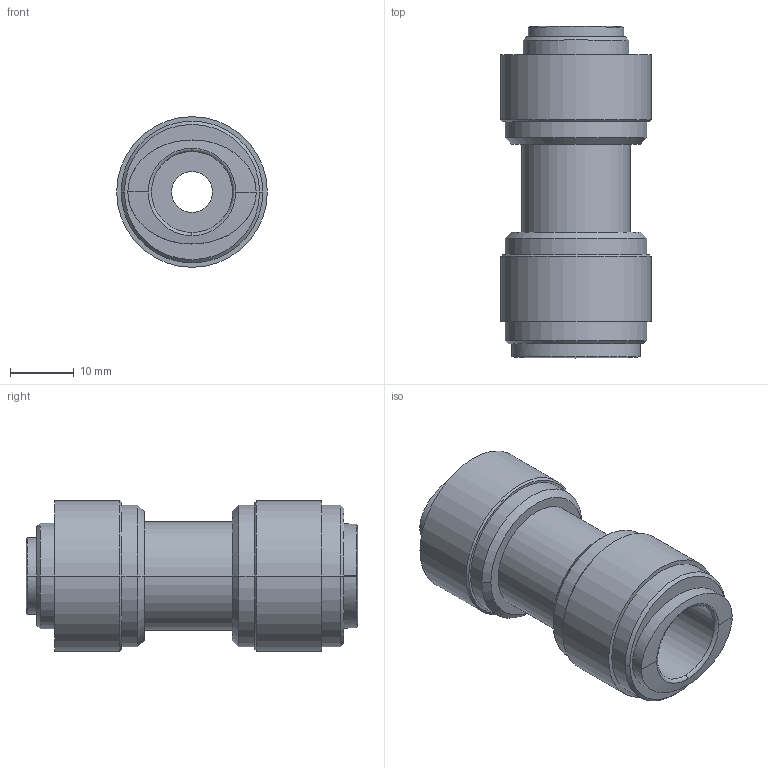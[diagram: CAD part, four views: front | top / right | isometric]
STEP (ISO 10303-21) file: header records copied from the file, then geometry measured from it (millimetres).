
FILE_DESCRIPTION (( 'STEP AP214' ), '1' );
FILE_NAME ('UR12-516-P.step', '2017-08-29T21:01:20', ( '' ), ( '' ), 'SwSTEP 2.0', 'SolidWorks 2017', '' );
FILE_SCHEMA (( 'AUTOMOTIVE_DESIGN' ));
Length unit declared in the file: inch
Products named in the file (1): UR12-516-P
Bounding box: 23.6 x 52 x 23.6 mm (x, y, z)
Volume: 13318.6 mm3; surface area: 6056.8 mm2
Topology: 1 solids, 1 shells, 54 faces, 120 edges, 76 vertices
Faces by surface type: cylinder 20, bspline 12, cone 12, plane 10
Entity records: 2644 total; most frequent: CARTESIAN_POINT 1451, ORIENTED_EDGE 240, DIRECTION 238, EDGE_CURVE 120, AXIS2_PLACEMENT_3D 103, VERTEX_POINT 76, EDGE_LOOP 64, CIRCLE 60
